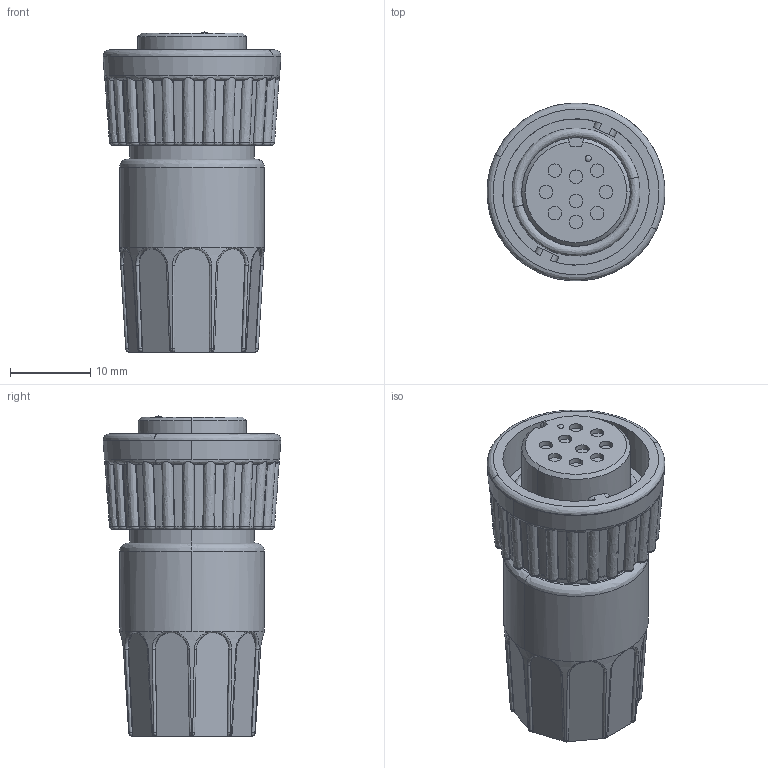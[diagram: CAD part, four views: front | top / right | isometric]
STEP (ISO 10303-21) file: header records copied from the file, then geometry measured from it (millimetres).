
FILE_DESCRIPTION (( 'STEP AP203' ), '1' );
FILE_NAME ('3282-9SG-3DC.STEP', '2012-10-18T13:17:52', ( '21FPBF1' ), ( 'Conxall' ), 'SwSTEP 2.0', 'SolidWorks 2012', '' );
FILE_SCHEMA (( 'CONFIG_CONTROL_DESIGN' ));
Length unit declared in the file: inch
Products named in the file (1): 3282-9SG-3DC
Bounding box: 22.22 x 22.19 x 40.03 mm (x, y, z)
Volume: 9243.1 mm3; surface area: 4105.1 mm2
Topology: 1 solids, 2 shells, 346 faces, 931 edges, 604 vertices
Faces by surface type: bspline 175, plane 82, cylinder 50, cone 39
Entity records: 17361 total; most frequent: CARTESIAN_POINT 10258, ORIENTED_EDGE 1862, DIRECTION 986, EDGE_CURVE 931, VERTEX_POINT 604, B_SPLINE_CURVE_WITH_KNOTS 412, AXIS2_PLACEMENT_3D 410, EDGE_LOOP 363
